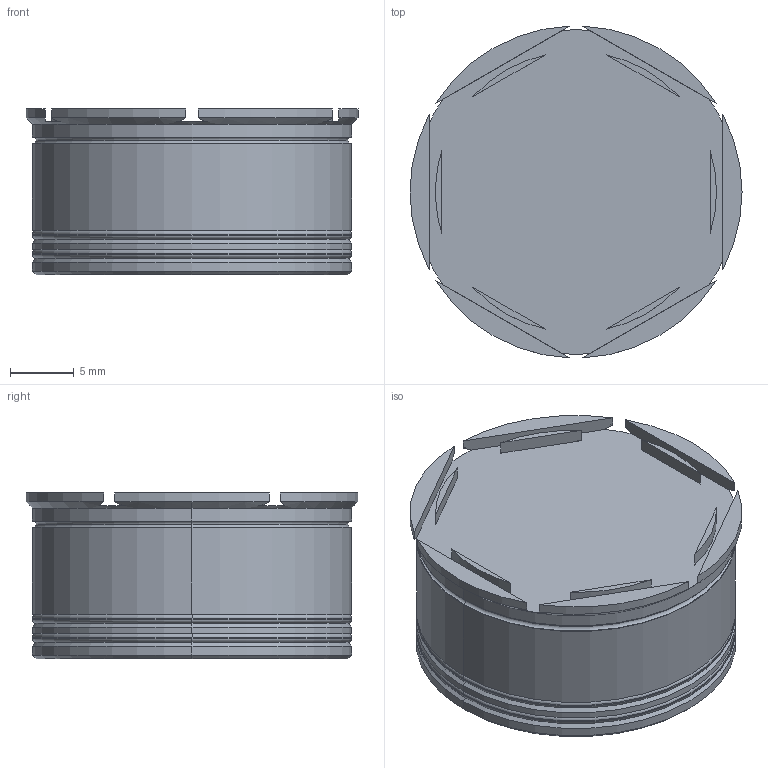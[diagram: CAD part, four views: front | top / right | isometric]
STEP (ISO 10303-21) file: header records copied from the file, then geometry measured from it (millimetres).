
FILE_DESCRIPTION (( 'STEP AP203' ), '1' );
FILE_NAME ('f5cf.STEP', '2023-10-07T10:46:21', ( '' ), ( '' ), 'SwSTEP 2.0', 'SolidWorks 2019', '' );
FILE_SCHEMA (( 'CONFIG_CONTROL_DESIGN' ));
Length unit declared in the file: millimetre
Products named in the file (1): f5cf
Bounding box: 26 x 25.98 x 13 mm (x, y, z)
Volume: 6604.1 mm3; surface area: 4313 mm2
Topology: 3 solids, 3 shells, 84 faces, 181 edges, 113 vertices
Faces by surface type: plane 34, cylinder 30, torus 12, cone 8
Entity records: 2381 total; most frequent: DIRECTION 434, CARTESIAN_POINT 415, ORIENTED_EDGE 362, EDGE_CURVE 181, AXIS2_PLACEMENT_3D 180, VERTEX_POINT 113, CIRCLE 95, EDGE_LOOP 94
